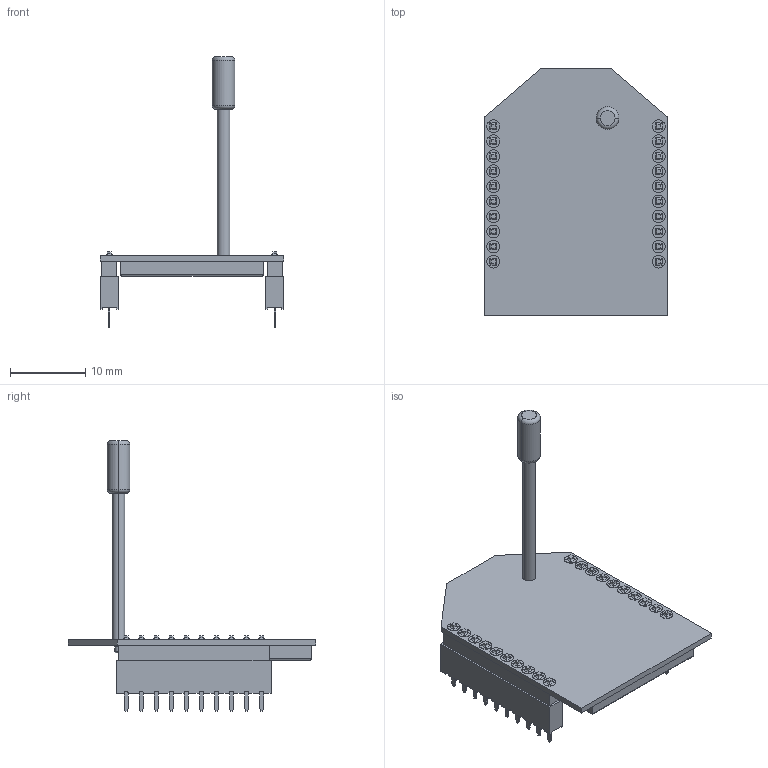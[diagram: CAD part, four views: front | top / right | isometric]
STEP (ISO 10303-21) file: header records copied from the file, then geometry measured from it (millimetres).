
FILE_DESCRIPTION (( 'STEP AP214' ), '1' );
FILE_NAME ('XBP24-AWI_socket.STEP', '2018-09-09T10:46:35', ( '' ), ( '' ), 'SwSTEP 2.0', 'SolidWorks 2018', '' );
FILE_SCHEMA (( 'AUTOMOTIVE_DESIGN' ));
Length unit declared in the file: millimetre
Products named in the file (6): M22-7131042; XBP24-AWI_socket; M22-71310_MOULD.stp; XBP24-AWI; M22-7131042.stp; M22-713_CONTACT.stp
Assembly tree (15 placements, depth 4):
  XBP24-AWI_socket
    XBP24-AWI
    M22-7131042  x2
      M22-7131042.stp
        M22-71310_MOULD.stp
        M22-713_CONTACT.stp  x10
Bounding box: 24.4 x 32.94 x 35.99 mm (x, y, z)
Volume: 2104.3 mm3; surface area: 3739.5 mm2
Topology: 23 solids, 23 shells, 2827 faces, 6670 edges, 3976 vertices
Faces by surface type: plane 1927, cylinder 892, torus 8
Entity records: 28184 total; most frequent: CARTESIAN_POINT 4543, ORIENTED_EDGE 4128, DIRECTION 4042, EDGE_CURVE 2064, LINE 1648, VECTOR 1648, VERTEX_POINT 1292, AXIS2_PLACEMENT_3D 1197
